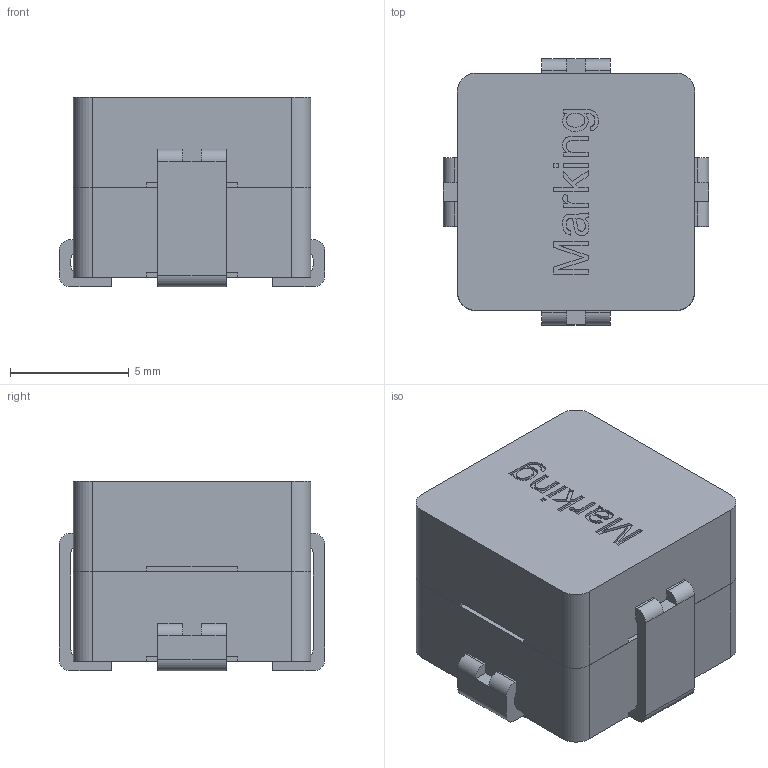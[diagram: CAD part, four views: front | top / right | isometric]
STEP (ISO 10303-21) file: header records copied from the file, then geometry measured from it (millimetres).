
FILE_DESCRIPTION(/* description */ ('Unknown'),/* implementation_level */ '2;1');
FILE_NAME(/* name */ '74434xxxxxx',/* time_stamp */ '2019-08-30T08:57:05+02:00',/* author */ ('Unknown'),/* organization */ ('Unknown'),/* preprocessor_version */ 'ST-DEVELOPER v16.7',/* originating_system */ 'DEX',/* authorisation */ $);
FILE_SCHEMA (('AUTOMOTIVE_DESIGN {1 0 10303 214 3 1 1}'));
Length unit declared in the file: millimetre
Products named in the file (3): 74434xxxxxx; Corpus_1; Corpus
Assembly tree (2 placements, depth 2):
  74434xxxxxx
    Corpus_1
    Corpus
Bounding box: 11.2 x 11.2 x 8 mm (x, y, z)
Volume: 775.2 mm3; surface area: 852 mm2
Topology: 2 solids, 2 shells, 192 faces, 514 edges, 340 vertices
Faces by surface type: plane 148, cylinder 28, bspline 16
Entity records: 7958 total; most frequent: CARTESIAN_POINT 1990, ORIENTED_EDGE 1026, DIRECTION 803, EDGE_CURVE 513, VERTEX_POINT 340, LINE 333, VECTOR 333, AXIS2_PLACEMENT_3D 235
